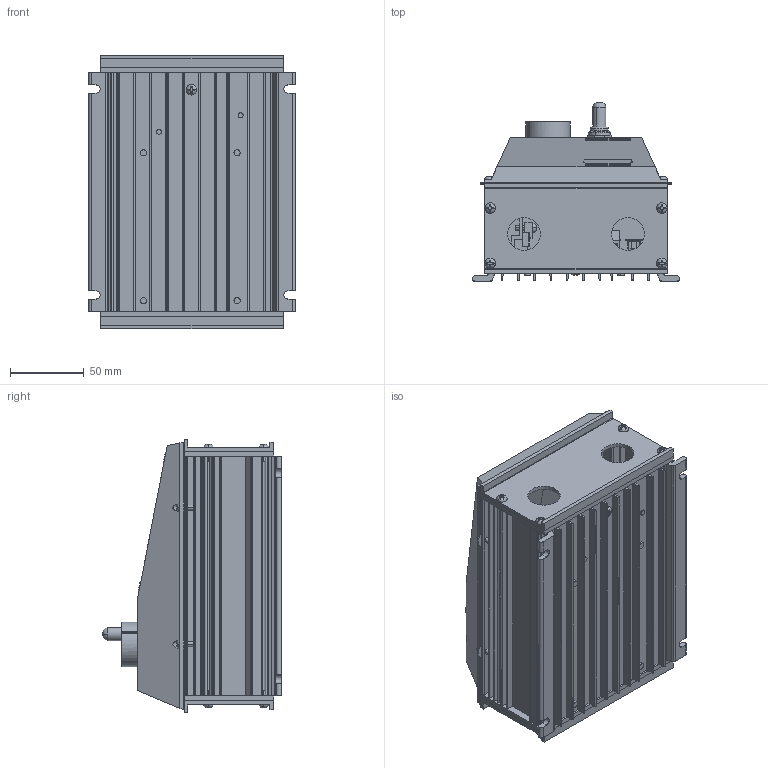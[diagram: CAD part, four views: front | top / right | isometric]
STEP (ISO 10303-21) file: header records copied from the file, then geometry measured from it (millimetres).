
FILE_DESCRIPTION (( 'STEP AP214' ), '1' );
FILE_NAME ('GSD1-24-10N4X.STEP', '2015-05-04T20:05:53', ( '' ), ( '' ), 'SwSTEP 2.0', 'SolidWorks 2014', '' );
FILE_SCHEMA (( 'AUTOMOTIVE_DESIGN' ));
Length unit declared in the file: inch
Products named in the file (40): EX33; BAT; HDS6P7; Ball; BK700B; GSD1-24-10N4X; SW4 Base; IN700B; HDS7; 125_Metal; TH_T-BLK_DUAL_4POS-63.75L-28.4W-14.2H; HookUp Label; CV11 Mod; HDS6P1-2OR_6-32-.5_PAN HEAD PHL SCREW WITH O RING; 8-32 x .375 Long; Nut_No6-with_Lockwasher-Green; GK01CV Compressed; Nut_No6-GREEN; 65E-10(3097H) PC BOARD ASSEMBLY ALL; LX108; TH_RES_AXIAL_25.4S-22.4L-9.7W-.600H; HDS6P3-8FBSS .375_PAN HEAD PHL SCREW; TH_POT_CA9M-FLAT_W-SMALLTW; LX0102; TH_SCR_TO-220_STRAIT-200TH; LXKNOB; TH_T-BLK_9POS_5S-45L-10.2W-14.5H; HDN3_8SD; TH_CAP_CANP_16DX20L_7.5P; HDS8SL3_8SZ; 65E_10_H_MAX; POTSUB; 65E_10_H_MAX_Outline; Speedpot_Knob; GK3; HDNSW1; EP12 Mod; SW4; EP13; SW4 Nut
Assembly tree (63 placements, depth 4):
  GSD1-24-10N4X
    EX33
    EP13
    EP12 Mod
    GK3  x2
    65E-10(3097H) PC BOARD ASSEMBLY ALL
      65E_10_H_MAX
        65E_10_H_MAX_Outline
      TH_CAP_CANP_16DX20L_7.5P
      TH_T-BLK_9POS_5S-45L-10.2W-14.5H
      TH_SCR_TO-220_STRAIT-200TH  x2
      TH_POT_CA9M-FLAT_W-SMALLTW  x5
      TH_RES_AXIAL_25.4S-22.4L-9.7W-.600H  x2
    GK01CV Compressed
    8-32 x .375 Long  x4
    CV11 Mod
    TH_T-BLK_DUAL_4POS-63.75L-28.4W-14.2H
    HDS7  x2
    SW4
      SW4 Base
      Ball
      BAT
      SW4 Nut
    HDNSW1
    Speedpot_Knob
    POTSUB
    HDS8SL3_8SZ
    HDN3_8SD
    LXKNOB
    LX0102
    HDS6P3-8FBSS .375_PAN HEAD PHL SCREW  x12
    LX108
    Nut_No6-GREEN
    Nut_No6-with_Lockwasher-Green
    HDS6P1-2OR_6-32-.5_PAN HEAD PHL SCREW WITH O RING
    HookUp Label
    125_Metal
    IN700B
    BK700B
    HDS6P7  x3
Bounding box: 140.46 x 121.46 x 185.42 mm (x, y, z)
Volume: 465887.8 mm3; surface area: 372288 mm2
Topology: 77 solids, 77 shells, 4005 faces, 10689 edges, 6973 vertices
Faces by surface type: plane 2437, cylinder 1171, bspline 237, torus 90, cone 64, sphere 6
Entity records: 101238 total; most frequent: CARTESIAN_POINT 18052, ORIENTED_EDGE 13186, DIRECTION 12830, EDGE_CURVE 6593, AXIS2_PLACEMENT_3D 4310, VERTEX_POINT 4290, LINE 4210, VECTOR 4210
